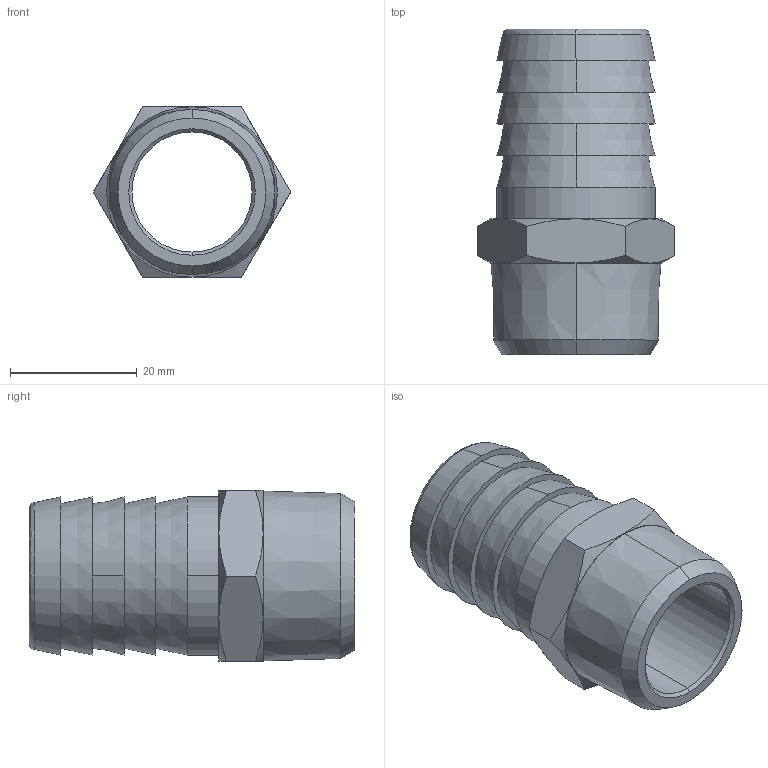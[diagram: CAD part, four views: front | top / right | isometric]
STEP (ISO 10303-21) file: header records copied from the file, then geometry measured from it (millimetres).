
FILE_DESCRIPTION (( 'STEP AP214' ), '1' );
FILE_NAME ('DRF.SP05-25_C.STEP', '2018-09-03T13:09:13', ( '' ), ( '' ), 'SwSTEP 2.0', 'SolidWorks 2018', '' );
FILE_SCHEMA (( 'AUTOMOTIVE_DESIGN' ));
Length unit declared in the file: millimetre
Products named in the file (1): DRF.SP05-25_C
Bounding box: 31.18 x 51.5 x 27 mm (x, y, z)
Volume: 11297 mm3; surface area: 7969.5 mm2
Topology: 1 solids, 1 shells, 49 faces, 104 edges, 63 vertices
Faces by surface type: cone 29, plane 14, cylinder 4, bspline 2
Entity records: 1719 total; most frequent: CARTESIAN_POINT 649, DIRECTION 221, ORIENTED_EDGE 208, EDGE_CURVE 104, AXIS2_PLACEMENT_3D 97, VERTEX_POINT 63, EDGE_LOOP 57, CIRCLE 49
